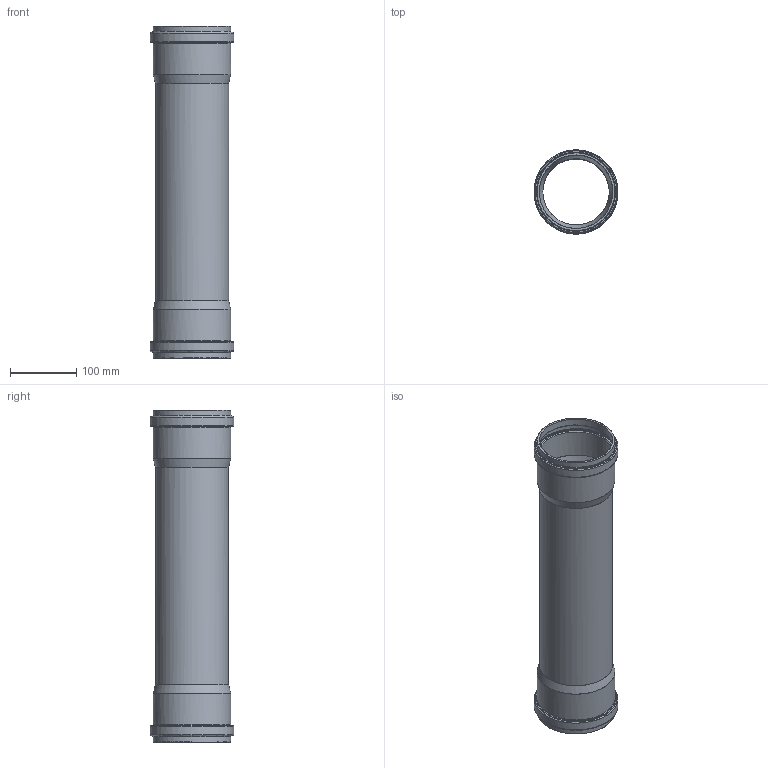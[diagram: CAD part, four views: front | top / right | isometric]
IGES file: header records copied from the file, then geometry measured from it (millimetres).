
Global section: file name: VF51155.igs; native system: NX V4.0; preprocessor: UGS NX IGES V4.0; date: 20090828.114817; units: millimetre
Bounding box: 126.15 x 126.05 x 500 mm (x, y, z)
Surface area: 354944.7 mm2 (no closed solid volume)
Topology: 0 solids, 0 shells, 44 faces, 466 edges, 408 vertices
Faces by surface type: bspline 44
